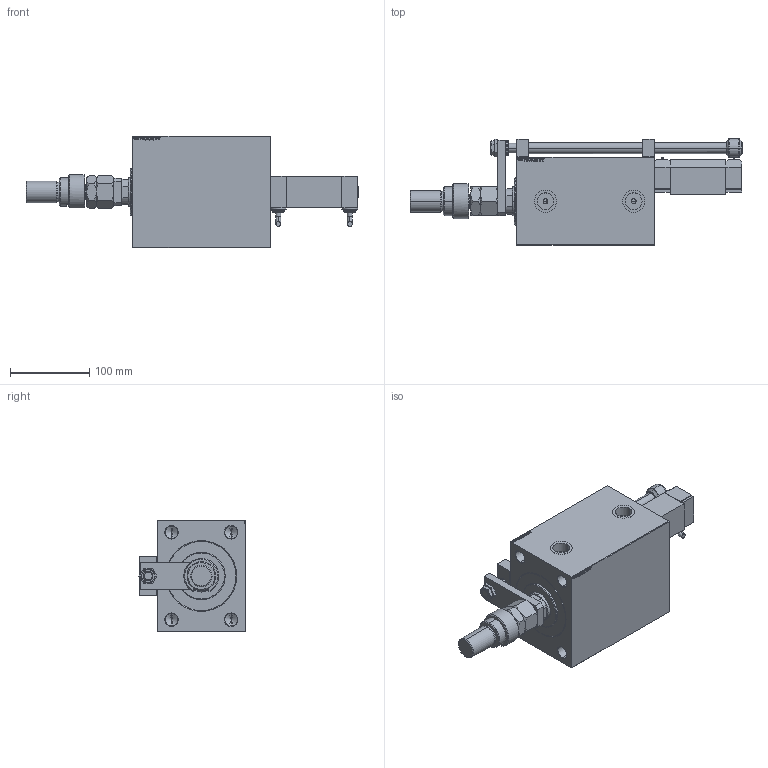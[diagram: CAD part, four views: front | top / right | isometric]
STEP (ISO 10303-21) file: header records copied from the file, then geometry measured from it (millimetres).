
FILE_DESCRIPTION (( 'STEP AP203' ), '1' );
FILE_NAME ('8c70.STEP', '2021-03-18T16:00:20', ( '' ), ( '' ), 'SwSTEP 2.0', 'SolidWorks 2019', '' );
FILE_SCHEMA (( 'CONFIG_CONTROL_DESIGN' ));
Length unit declared in the file: millimetre
Products named in the file (16): P_V_Z_DFA 2deec3dc0d9e464b9424d3f4a78b1c22; V450CM_VC_B 2deec3dc0d9e464b9424d3f4a78b1c22; NUT_D16 2deec3dc0d9e464b9424d3f4a78b1c22; NUT_D19_P 2deec3dc0d9e464b9424d3f4a78b1c22; MIDDLE 2deec3dc0d9e464b9424d3f4a78b1c22; MFA 2deec3dc0d9e464b9424d3f4a78b1c22; FEMALE_PART_FOR_DFA 2deec3dc0d9e464b9424d3f4a78b1c22; TYC_P 2deec3dc0d9e464b9424d3f4a78b1c22; SWITCH P 2deec3dc0d9e464b9424d3f4a78b1c22; V450CM_B 2deec3dc0d9e464b9424d3f4a78b1c22; SWITCH_P_FRONT_BACK 2deec3dc0d9e464b9424d3f4a78b1c22; 8c70; KROUZEK_PRO_TYC 2deec3dc0d9e464b9424d3f4a78b1c22; ZARAZKA_P 2deec3dc0d9e464b9424d3f4a78b1c22; V450CM_B_VCP 2deec3dc0d9e464b9424d3f4a78b1c22; SWITCH DIM W_B 2deec3dc0d9e464b9424d3f4a78b1c22
Assembly tree (17 placements, depth 3):
  8c70
    V450CM_B 2deec3dc0d9e464b9424d3f4a78b1c22
    V450CM_B_VCP 2deec3dc0d9e464b9424d3f4a78b1c22
    V450CM_VC_B 2deec3dc0d9e464b9424d3f4a78b1c22
    NUT_D16 2deec3dc0d9e464b9424d3f4a78b1c22
    NUT_D19_P 2deec3dc0d9e464b9424d3f4a78b1c22
    SWITCH DIM W_B 2deec3dc0d9e464b9424d3f4a78b1c22
    ZARAZKA_P 2deec3dc0d9e464b9424d3f4a78b1c22
    TYC_P 2deec3dc0d9e464b9424d3f4a78b1c22
    SWITCH_P_FRONT_BACK 2deec3dc0d9e464b9424d3f4a78b1c22  x2
    SWITCH P 2deec3dc0d9e464b9424d3f4a78b1c22  x2
    MIDDLE 2deec3dc0d9e464b9424d3f4a78b1c22
    KROUZEK_PRO_TYC 2deec3dc0d9e464b9424d3f4a78b1c22
    P_V_Z_DFA 2deec3dc0d9e464b9424d3f4a78b1c22
      FEMALE_PART_FOR_DFA 2deec3dc0d9e464b9424d3f4a78b1c22
      MFA 2deec3dc0d9e464b9424d3f4a78b1c22
Bounding box: 417.8 x 133.5 x 140 mm (x, y, z)
Volume: 2658098.4 mm3; surface area: 319978.5 mm2
Topology: 16 solids, 16 shells, 1208 faces, 2988 edges, 1928 vertices
Faces by surface type: plane 546, bspline 380, cylinder 137, cone 109, torus 36
Entity records: 53587 total; most frequent: CARTESIAN_POINT 27165, ORIENTED_EDGE 5644, DIRECTION 3909, EDGE_CURVE 2822, VERTEX_POINT 1832, LINE 1581, VECTOR 1581, EDGE_LOOP 1298
